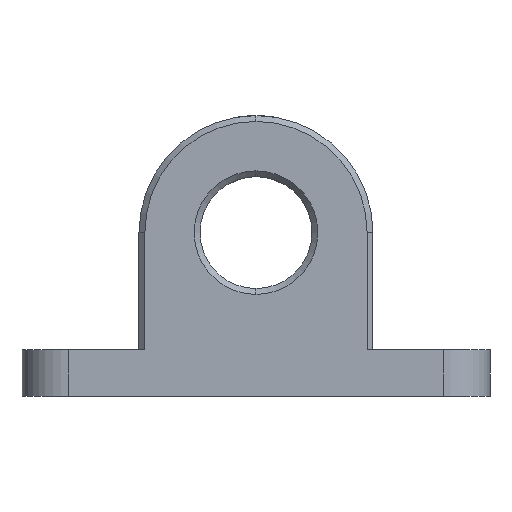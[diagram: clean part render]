
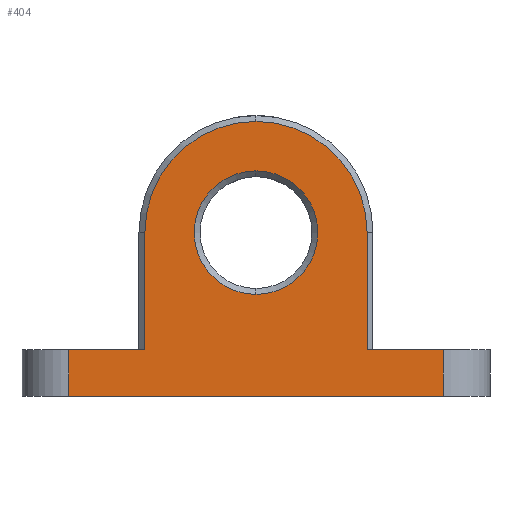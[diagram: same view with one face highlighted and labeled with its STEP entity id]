
A CAD part, front view. The second image highlights one B-rep face of the part: STEP entity #404.
In plain terms, the highlighted planar face has unit normal (0, -1, 0).
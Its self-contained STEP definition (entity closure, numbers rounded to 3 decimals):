
#38 = CARTESIAN_POINT ( 'NONE',  ( -16., -20., 0. ) ) ;
#71 = CARTESIAN_POINT ( 'NONE',  ( -9.5, -20., 14. ) ) ;
#128 = CIRCLE ( 'NONE', #351, 9.5 ) ;
#131 = ORIENTED_EDGE ( 'NONE', *, *, #1835, .T. ) ;
#143 = DIRECTION ( 'NONE',  ( 0., 0., -1. ) ) ;
#151 = AXIS2_PLACEMENT_3D ( 'NONE', #1218, #1567, #2274 ) ;
#294 = VECTOR ( 'NONE', #1684, 1000. ) ;
#303 = DIRECTION ( 'NONE',  ( 0., 0., 1. ) ) ;
#312 = CARTESIAN_POINT ( 'NONE',  ( 0., -20., 14. ) ) ;
#338 = DIRECTION ( 'NONE',  ( 0., 0., 1. ) ) ;
#351 = AXIS2_PLACEMENT_3D ( 'NONE', #1097, #924, #1821 ) ;
#404 = ADVANCED_FACE ( 'NONE', ( #1373, #1542 ), #495, .F. ) ;
#430 = ORIENTED_EDGE ( 'NONE', *, *, #2114, .F. ) ;
#456 = EDGE_CURVE ( 'NONE', #940, #1407, #1417, .T. ) ;
#471 = DIRECTION ( 'NONE',  ( 0., -1., 0. ) ) ;
#482 = VECTOR ( 'NONE', #1584, 1000. ) ;
#484 = DIRECTION ( 'NONE',  ( 0., 1., 0. ) ) ;
#495 = PLANE ( 'NONE',  #1733 ) ;
#505 = EDGE_CURVE ( 'NONE', #1837, #689, #1014, .T. ) ;
#516 = CARTESIAN_POINT ( 'NONE',  ( 0., -20., 14. ) ) ;
#557 = ORIENTED_EDGE ( 'NONE', *, *, #2229, .T. ) ;
#563 = DIRECTION ( 'NONE',  ( 0., 1., 0. ) ) ;
#600 = CARTESIAN_POINT ( 'NONE',  ( -9.5, -20., 4. ) ) ;
#657 = ORIENTED_EDGE ( 'NONE', *, *, #1881, .T. ) ;
#674 = CARTESIAN_POINT ( 'NONE',  ( -16., -20., 4. ) ) ;
#689 = VERTEX_POINT ( 'NONE', #600 ) ;
#693 = DIRECTION ( 'NONE',  ( 0., 0., 1. ) ) ;
#717 = CIRCLE ( 'NONE', #151, 5.28 ) ;
#758 = LINE ( 'NONE', #2219, #2211 ) ;
#767 = VERTEX_POINT ( 'NONE', #1324 ) ;
#829 = CARTESIAN_POINT ( 'NONE',  ( -20., -20., 4. ) ) ;
#854 = DIRECTION ( 'NONE',  ( 0., 0., 1. ) ) ;
#906 = CARTESIAN_POINT ( 'NONE',  ( 0., -20., 8.72 ) ) ;
#920 = ORIENTED_EDGE ( 'NONE', *, *, #2002, .T. ) ;
#924 = DIRECTION ( 'NONE',  ( 0., -1., 0. ) ) ;
#927 = AXIS2_PLACEMENT_3D ( 'NONE', #516, #563, #338 ) ;
#940 = VERTEX_POINT ( 'NONE', #2156 ) ;
#944 = LINE ( 'NONE', #1495, #294 ) ;
#957 = ORIENTED_EDGE ( 'NONE', *, *, #2251, .T. ) ;
#1014 = LINE ( 'NONE', #1933, #482 ) ;
#1052 = CARTESIAN_POINT ( 'NONE',  ( -9.5, -20., 4. ) ) ;
#1060 = VERTEX_POINT ( 'NONE', #1124 ) ;
#1097 = CARTESIAN_POINT ( 'NONE',  ( 0., -20., 14. ) ) ;
#1101 = EDGE_LOOP ( 'NONE', ( #957, #657 ) ) ;
#1124 = CARTESIAN_POINT ( 'NONE',  ( 0., -20., 19.28 ) ) ;
#1137 = ORIENTED_EDGE ( 'NONE', *, *, #505, .F. ) ;
#1174 = VERTEX_POINT ( 'NONE', #906 ) ;
#1185 = VERTEX_POINT ( 'NONE', #1482 ) ;
#1197 = AXIS2_PLACEMENT_3D ( 'NONE', #312, #471, #854 ) ;
#1209 = LINE ( 'NONE', #674, #2035 ) ;
#1218 = CARTESIAN_POINT ( 'NONE',  ( 0., -20., 14. ) ) ;
#1270 = LINE ( 'NONE', #1052, #2248 ) ;
#1279 = ORIENTED_EDGE ( 'NONE', *, *, #2221, .T. ) ;
#1324 = CARTESIAN_POINT ( 'NONE',  ( 16., -20., 0. ) ) ;
#1326 = EDGE_CURVE ( 'NONE', #1407, #2096, #128, .T. ) ;
#1328 = VECTOR ( 'NONE', #303, 1000. ) ;
#1373 = FACE_BOUND ( 'NONE', #1101, .T. ) ;
#1403 = CARTESIAN_POINT ( 'NONE',  ( 9.5, -20., 4. ) ) ;
#1407 = VERTEX_POINT ( 'NONE', #1634 ) ;
#1413 = CARTESIAN_POINT ( 'NONE',  ( -16., -20., 4. ) ) ;
#1417 = CIRCLE ( 'NONE', #1197, 9.5 ) ;
#1419 = CIRCLE ( 'NONE', #927, 5.28 ) ;
#1470 = CARTESIAN_POINT ( 'NONE',  ( 9.5, -20., 4. ) ) ;
#1479 = DIRECTION ( 'NONE',  ( 1., 0., 0. ) ) ;
#1480 = VERTEX_POINT ( 'NONE', #38 ) ;
#1482 = CARTESIAN_POINT ( 'NONE',  ( 16., -20., 4. ) ) ;
#1495 = CARTESIAN_POINT ( 'NONE',  ( -20., -20., 0. ) ) ;
#1516 = VERTEX_POINT ( 'NONE', #1470 ) ;
#1542 = FACE_OUTER_BOUND ( 'NONE', #1730, .T. ) ;
#1567 = DIRECTION ( 'NONE',  ( 0., 1., 0. ) ) ;
#1584 = DIRECTION ( 'NONE',  ( 1., 0., 0. ) ) ;
#1600 = ORIENTED_EDGE ( 'NONE', *, *, #1326, .T. ) ;
#1634 = CARTESIAN_POINT ( 'NONE',  ( 0., -20., 23.5 ) ) ;
#1684 = DIRECTION ( 'NONE',  ( 1., 0., 0. ) ) ;
#1730 = EDGE_LOOP ( 'NONE', ( #430, #557, #1920, #1600, #2039, #1137, #1279, #920, #131 ) ) ;
#1733 = AXIS2_PLACEMENT_3D ( 'NONE', #829, #484, #1902 ) ;
#1821 = DIRECTION ( 'NONE',  ( 0., 0., 1. ) ) ;
#1835 = EDGE_CURVE ( 'NONE', #767, #1185, #1953, .T. ) ;
#1837 = VERTEX_POINT ( 'NONE', #1413 ) ;
#1881 = EDGE_CURVE ( 'NONE', #1060, #1174, #1419, .T. ) ;
#1902 = DIRECTION ( 'NONE',  ( 0., 0., 1. ) ) ;
#1917 = EDGE_CURVE ( 'NONE', #2096, #689, #1270, .T. ) ;
#1919 = LINE ( 'NONE', #1403, #1328 ) ;
#1920 = ORIENTED_EDGE ( 'NONE', *, *, #456, .T. ) ;
#1933 = CARTESIAN_POINT ( 'NONE',  ( -20., -20., 4. ) ) ;
#1942 = VECTOR ( 'NONE', #693, 1000. ) ;
#1953 = LINE ( 'NONE', #2304, #1942 ) ;
#2002 = EDGE_CURVE ( 'NONE', #1480, #767, #944, .T. ) ;
#2035 = VECTOR ( 'NONE', #143, 1000. ) ;
#2039 = ORIENTED_EDGE ( 'NONE', *, *, #1917, .T. ) ;
#2096 = VERTEX_POINT ( 'NONE', #71 ) ;
#2114 = EDGE_CURVE ( 'NONE', #1516, #1185, #758, .T. ) ;
#2156 = CARTESIAN_POINT ( 'NONE',  ( 9.5, -20., 14. ) ) ;
#2211 = VECTOR ( 'NONE', #1479, 1000. ) ;
#2219 = CARTESIAN_POINT ( 'NONE',  ( -20., -20., 4. ) ) ;
#2221 = EDGE_CURVE ( 'NONE', #1837, #1480, #1209, .T. ) ;
#2229 = EDGE_CURVE ( 'NONE', #1516, #940, #1919, .T. ) ;
#2248 = VECTOR ( 'NONE', #2319, 1000. ) ;
#2251 = EDGE_CURVE ( 'NONE', #1174, #1060, #717, .T. ) ;
#2274 = DIRECTION ( 'NONE',  ( 0., 0., 1. ) ) ;
#2304 = CARTESIAN_POINT ( 'NONE',  ( 16., -20., 4. ) ) ;
#2319 = DIRECTION ( 'NONE',  ( 0., 0., -1. ) ) ;
